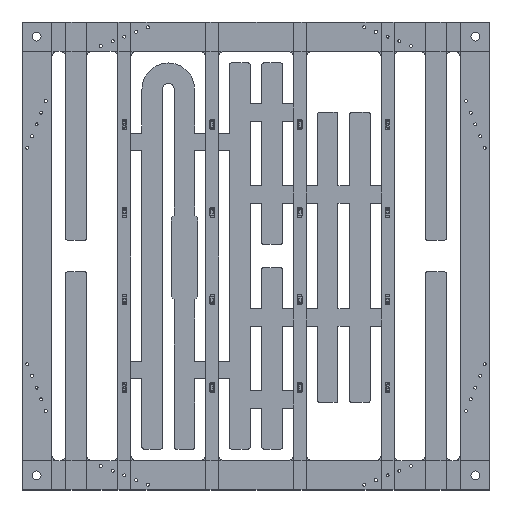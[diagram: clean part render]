
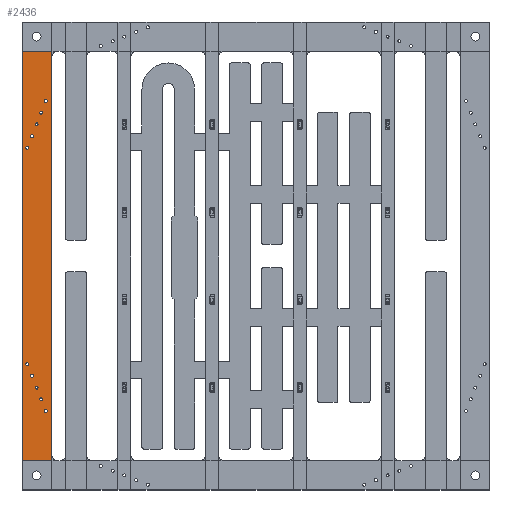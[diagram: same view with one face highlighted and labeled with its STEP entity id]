
A CAD part, top view. The second image highlights one B-rep face of the part: STEP entity #2436.
In plain terms, the highlighted planar face has unit normal (0, 0, 1).
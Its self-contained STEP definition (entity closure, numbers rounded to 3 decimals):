
#2436 = ADVANCED_FACE('',(#2437,#2487,#2498,#2509,#2520,#2531,#2542,
    #2553,#2564,#2575,#2586),#2597,.T.);
#2437 = FACE_BOUND('',#2438,.F.);
#2438 = EDGE_LOOP('',(#2439,#2449,#2457,#2465,#2473,#2481));
#2439 = ORIENTED_EDGE('',*,*,#2440,.F.);
#2440 = EDGE_CURVE('',#2441,#2443,#2445,.T.);
#2441 = VERTEX_POINT('',#2442);
#2442 = CARTESIAN_POINT('',(186.,203.5,
    0.));
#2443 = VERTEX_POINT('',#2444);
#2444 = CARTESIAN_POINT('',(186.,133.5,
    0.));
#2445 = LINE('',#2446,#2447);
#2446 = CARTESIAN_POINT('',(186.,203.5,
    0.));
#2447 = VECTOR('',#2448,1.);
#2448 = DIRECTION('',(0.,-1.,0.));
#2449 = ORIENTED_EDGE('',*,*,#2450,.F.);
#2450 = EDGE_CURVE('',#2451,#2441,#2453,.T.);
#2451 = VERTEX_POINT('',#2452);
#2452 = CARTESIAN_POINT('',(191.1,203.5,
    0.));
#2453 = LINE('',#2454,#2455);
#2454 = CARTESIAN_POINT('',(191.1,203.5,
    0.));
#2455 = VECTOR('',#2456,1.);
#2456 = DIRECTION('',(-1.,0.,0.));
#2457 = ORIENTED_EDGE('',*,*,#2458,.F.);
#2458 = EDGE_CURVE('',#2459,#2451,#2461,.T.);
#2459 = VERTEX_POINT('',#2460);
#2460 = CARTESIAN_POINT('',(191.1,202.5,
    0.));
#2461 = LINE('',#2462,#2463);
#2462 = CARTESIAN_POINT('',(191.1,133.5,
    0.));
#2463 = VECTOR('',#2464,1.);
#2464 = DIRECTION('',(0.,1.,0.));
#2465 = ORIENTED_EDGE('',*,*,#2466,.T.);
#2466 = EDGE_CURVE('',#2459,#2467,#2469,.T.);
#2467 = VERTEX_POINT('',#2468);
#2468 = CARTESIAN_POINT('',(191.1,134.5,
    0.));
#2469 = LINE('',#2470,#2471);
#2470 = CARTESIAN_POINT('',(191.1,202.5,
    0.));
#2471 = VECTOR('',#2472,1.);
#2472 = DIRECTION('',(0.,-1.,0.));
#2473 = ORIENTED_EDGE('',*,*,#2474,.F.);
#2474 = EDGE_CURVE('',#2475,#2467,#2477,.T.);
#2475 = VERTEX_POINT('',#2476);
#2476 = CARTESIAN_POINT('',(191.1,133.5,
    0.));
#2477 = LINE('',#2478,#2479);
#2478 = CARTESIAN_POINT('',(191.1,133.5,
    0.));
#2479 = VECTOR('',#2480,1.);
#2480 = DIRECTION('',(0.,1.,0.));
#2481 = ORIENTED_EDGE('',*,*,#2482,.F.);
#2482 = EDGE_CURVE('',#2443,#2475,#2483,.T.);
#2483 = LINE('',#2484,#2485);
#2484 = CARTESIAN_POINT('',(186.,133.5,
    0.));
#2485 = VECTOR('',#2486,1.);
#2486 = DIRECTION('',(1.,0.,0.));
#2487 = FACE_BOUND('',#2488,.F.);
#2488 = EDGE_LOOP('',(#2489));
#2489 = ORIENTED_EDGE('',*,*,#2490,.T.);
#2490 = EDGE_CURVE('',#2491,#2491,#2493,.T.);
#2491 = VERTEX_POINT('',#2492);
#2492 = CARTESIAN_POINT('',(190.35,195.,
    0.));
#2493 = CIRCLE('',#2494,0.25);
#2494 = AXIS2_PLACEMENT_3D('',#2495,#2496,#2497);
#2495 = CARTESIAN_POINT('',(190.1,195.,
    0.));
#2496 = DIRECTION('',(0.,0.,1.));
#2497 = DIRECTION('',(1.,0.,0.));
#2498 = FACE_BOUND('',#2499,.F.);
#2499 = EDGE_LOOP('',(#2500));
#2500 = ORIENTED_EDGE('',*,*,#2501,.T.);
#2501 = EDGE_CURVE('',#2502,#2502,#2504,.T.);
#2502 = VERTEX_POINT('',#2503);
#2503 = CARTESIAN_POINT('',(189.55,193.,
    0.));
#2504 = CIRCLE('',#2505,0.25);
#2505 = AXIS2_PLACEMENT_3D('',#2506,#2507,#2508);
#2506 = CARTESIAN_POINT('',(189.3,193.,
    0.));
#2507 = DIRECTION('',(0.,0.,1.));
#2508 = DIRECTION('',(1.,0.,0.));
#2509 = FACE_BOUND('',#2510,.F.);
#2510 = EDGE_LOOP('',(#2511));
#2511 = ORIENTED_EDGE('',*,*,#2512,.T.);
#2512 = EDGE_CURVE('',#2513,#2513,#2515,.T.);
#2513 = VERTEX_POINT('',#2514);
#2514 = CARTESIAN_POINT('',(188.75,191.,
    0.));
#2515 = CIRCLE('',#2516,0.25);
#2516 = AXIS2_PLACEMENT_3D('',#2517,#2518,#2519);
#2517 = CARTESIAN_POINT('',(188.5,191.,
    0.));
#2518 = DIRECTION('',(0.,0.,1.));
#2519 = DIRECTION('',(1.,0.,0.));
#2520 = FACE_BOUND('',#2521,.F.);
#2521 = EDGE_LOOP('',(#2522));
#2522 = ORIENTED_EDGE('',*,*,#2523,.T.);
#2523 = EDGE_CURVE('',#2524,#2524,#2526,.T.);
#2524 = VERTEX_POINT('',#2525);
#2525 = CARTESIAN_POINT('',(188.75,146.,
    0.));
#2526 = CIRCLE('',#2527,0.25);
#2527 = AXIS2_PLACEMENT_3D('',#2528,#2529,#2530);
#2528 = CARTESIAN_POINT('',(188.5,146.,
    0.));
#2529 = DIRECTION('',(0.,0.,1.));
#2530 = DIRECTION('',(1.,0.,0.));
#2531 = FACE_BOUND('',#2532,.F.);
#2532 = EDGE_LOOP('',(#2533));
#2533 = ORIENTED_EDGE('',*,*,#2534,.T.);
#2534 = EDGE_CURVE('',#2535,#2535,#2537,.T.);
#2535 = VERTEX_POINT('',#2536);
#2536 = CARTESIAN_POINT('',(189.55,144.,
    0.));
#2537 = CIRCLE('',#2538,0.25);
#2538 = AXIS2_PLACEMENT_3D('',#2539,#2540,#2541);
#2539 = CARTESIAN_POINT('',(189.3,144.,
    0.));
#2540 = DIRECTION('',(0.,0.,1.));
#2541 = DIRECTION('',(1.,0.,0.));
#2542 = FACE_BOUND('',#2543,.F.);
#2543 = EDGE_LOOP('',(#2544));
#2544 = ORIENTED_EDGE('',*,*,#2545,.T.);
#2545 = EDGE_CURVE('',#2546,#2546,#2548,.T.);
#2546 = VERTEX_POINT('',#2547);
#2547 = CARTESIAN_POINT('',(190.35,142.,
    0.));
#2548 = CIRCLE('',#2549,0.25);
#2549 = AXIS2_PLACEMENT_3D('',#2550,#2551,#2552);
#2550 = CARTESIAN_POINT('',(190.1,142.,
    0.));
#2551 = DIRECTION('',(0.,0.,1.));
#2552 = DIRECTION('',(1.,0.,0.));
#2553 = FACE_BOUND('',#2554,.F.);
#2554 = EDGE_LOOP('',(#2555));
#2555 = ORIENTED_EDGE('',*,*,#2556,.T.);
#2556 = EDGE_CURVE('',#2557,#2557,#2559,.T.);
#2557 = VERTEX_POINT('',#2558);
#2558 = CARTESIAN_POINT('',(187.95,189.,
    0.));
#2559 = CIRCLE('',#2560,0.25);
#2560 = AXIS2_PLACEMENT_3D('',#2561,#2562,#2563);
#2561 = CARTESIAN_POINT('',(187.7,189.,
    0.));
#2562 = DIRECTION('',(0.,0.,1.));
#2563 = DIRECTION('',(1.,0.,0.));
#2564 = FACE_BOUND('',#2565,.F.);
#2565 = EDGE_LOOP('',(#2566));
#2566 = ORIENTED_EDGE('',*,*,#2567,.T.);
#2567 = EDGE_CURVE('',#2568,#2568,#2570,.T.);
#2568 = VERTEX_POINT('',#2569);
#2569 = CARTESIAN_POINT('',(187.95,148.,
    0.));
#2570 = CIRCLE('',#2571,0.25);
#2571 = AXIS2_PLACEMENT_3D('',#2572,#2573,#2574);
#2572 = CARTESIAN_POINT('',(187.7,148.,
    0.));
#2573 = DIRECTION('',(0.,0.,1.));
#2574 = DIRECTION('',(1.,0.,0.));
#2575 = FACE_BOUND('',#2576,.F.);
#2576 = EDGE_LOOP('',(#2577));
#2577 = ORIENTED_EDGE('',*,*,#2578,.T.);
#2578 = EDGE_CURVE('',#2579,#2579,#2581,.T.);
#2579 = VERTEX_POINT('',#2580);
#2580 = CARTESIAN_POINT('',(187.15,150.,
    0.));
#2581 = CIRCLE('',#2582,0.25);
#2582 = AXIS2_PLACEMENT_3D('',#2583,#2584,#2585);
#2583 = CARTESIAN_POINT('',(186.9,150.,
    0.));
#2584 = DIRECTION('',(0.,0.,1.));
#2585 = DIRECTION('',(1.,0.,0.));
#2586 = FACE_BOUND('',#2587,.F.);
#2587 = EDGE_LOOP('',(#2588));
#2588 = ORIENTED_EDGE('',*,*,#2589,.T.);
#2589 = EDGE_CURVE('',#2590,#2590,#2592,.T.);
#2590 = VERTEX_POINT('',#2591);
#2591 = CARTESIAN_POINT('',(187.15,187.,
    0.));
#2592 = CIRCLE('',#2593,0.25);
#2593 = AXIS2_PLACEMENT_3D('',#2594,#2595,#2596);
#2594 = CARTESIAN_POINT('',(186.9,187.,
    0.));
#2595 = DIRECTION('',(0.,0.,1.));
#2596 = DIRECTION('',(1.,0.,0.));
#2597 = PLANE('',#2598);
#2598 = AXIS2_PLACEMENT_3D('',#2599,#2600,#2601);
#2599 = CARTESIAN_POINT('',(186.,203.5,
    0.));
#2600 = DIRECTION('',(0.,0.,1.));
#2601 = DIRECTION('',(1.,0.,0.));
